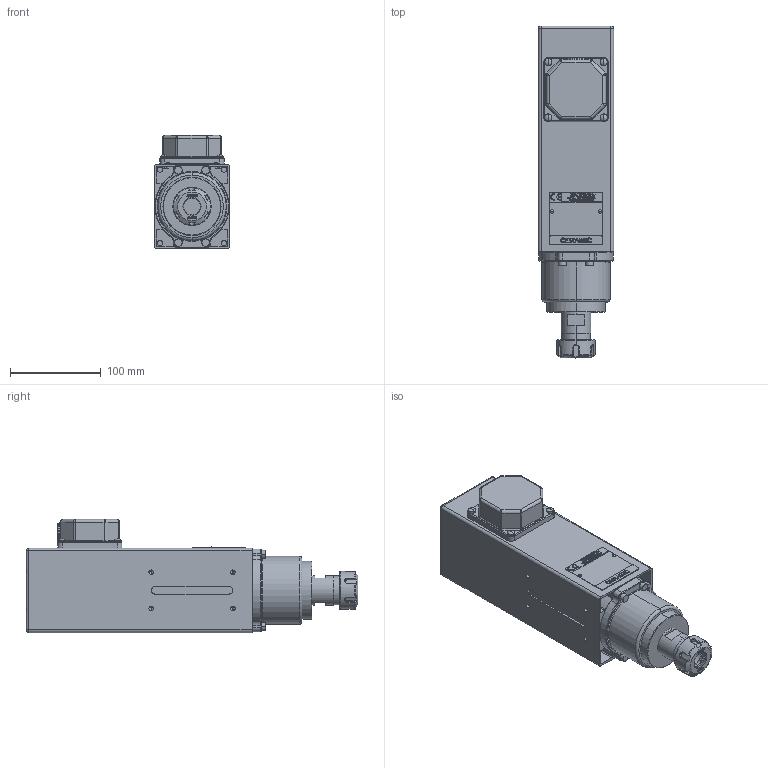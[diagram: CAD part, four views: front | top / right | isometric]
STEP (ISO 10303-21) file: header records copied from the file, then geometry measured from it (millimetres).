
FILE_DESCRIPTION(('HOOPS Exchange Step'),'2;1');
FILE_NAME('export-46A28EEE-1BF0-41BE-8213-CF61C26A388B.stp','2024-09-18T14:05:25+02:00',('Gebruiker'),('Alibre'),'HOOPS Exchange 2023.0','Alibre','Unknown authorisation');
FILE_SCHEMA( ('AP242_MANAGED_MODEL_BASED_3D_ENGINEERING_MIM_LF {1 0 10303 442 1 1 4 }') );
Length unit declared in the file: millimetre
Products named in the file (1): 7000 Teknomotor C4147-D-DB-P-ER25-HY-2.7kW-18.000-24.000rpm
Bounding box: 83 x 365.3 x 124.7 mm (x, y, z)
Volume: 2092237.7 mm3; surface area: 205474.5 mm2
Topology: 1 solids, 7 shells, 1810 faces, 4784 edges, 3092 vertices
Faces by surface type: plane 1241, cylinder 353, cone 88, bspline 76, torus 27, sphere 25
Entity records: 61091 total; most frequent: CARTESIAN_POINT 15522, ORIENTED_EDGE 9462, DIRECTION 8807, EDGE_CURVE 4731, VECTOR 3647, LINE 3647, VERTEX_POINT 3092, AXIS2_PLACEMENT_3D 2580
